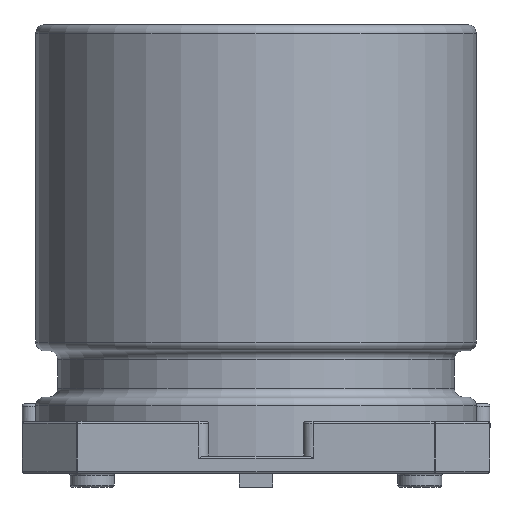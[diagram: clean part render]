
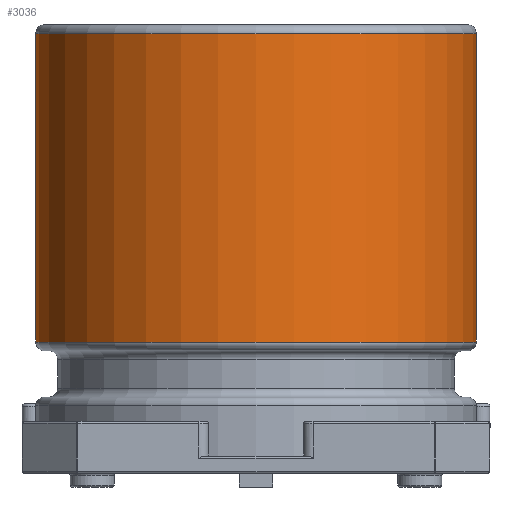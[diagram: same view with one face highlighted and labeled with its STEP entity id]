
A CAD part, left-side view. The second image highlights one B-rep face of the part: STEP entity #3036.
In plain terms, the highlighted cylindrical face has radius 8 mm (diameter 16 mm), a full revolution.
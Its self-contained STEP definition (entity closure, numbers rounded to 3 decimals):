
#301=CYLINDRICAL_SURFACE('',#3304,8.);
#421=FACE_OUTER_BOUND('',#568,.T.);
#568=EDGE_LOOP('',(#2775,#2776,#2777,#2778,#2779,#2780));
#732=LINE('',#5732,#884);
#884=VECTOR('',#3956,8.);
#1016=CIRCLE('',#3302,8.);
#1017=CIRCLE('',#3303,8.);
#1018=CIRCLE('',#3305,8.);
#1019=CIRCLE('',#3306,8.);
#1397=VERTEX_POINT('',#5725);
#1398=VERTEX_POINT('',#5727);
#1399=VERTEX_POINT('',#5731);
#1400=VERTEX_POINT('',#5733);
#1866=EDGE_CURVE('',#1397,#1398,#1016,.T.);
#1867=EDGE_CURVE('',#1398,#1397,#1017,.T.);
#1868=EDGE_CURVE('',#1398,#1399,#732,.T.);
#1869=EDGE_CURVE('',#1400,#1399,#1018,.T.);
#1870=EDGE_CURVE('',#1399,#1400,#1019,.T.);
#2775=ORIENTED_EDGE('',*,*,#1867,.F.);
#2776=ORIENTED_EDGE('',*,*,#1868,.T.);
#2777=ORIENTED_EDGE('',*,*,#1869,.F.);
#2778=ORIENTED_EDGE('',*,*,#1870,.F.);
#2779=ORIENTED_EDGE('',*,*,#1868,.F.);
#2780=ORIENTED_EDGE('',*,*,#1866,.F.);
#3036=ADVANCED_FACE('',(#421),#301,.T.);
#3302=AXIS2_PLACEMENT_3D('',#5728,#3950,#3951);
#3303=AXIS2_PLACEMENT_3D('',#5729,#3952,#3953);
#3304=AXIS2_PLACEMENT_3D('',#5730,#3954,#3955);
#3305=AXIS2_PLACEMENT_3D('',#5734,#3957,#3958);
#3306=AXIS2_PLACEMENT_3D('',#5735,#3959,#3960);
#3950=DIRECTION('center_axis',(0.,0.,1.));
#3951=DIRECTION('ref_axis',(0.,1.,0.));
#3952=DIRECTION('center_axis',(0.,0.,1.));
#3953=DIRECTION('ref_axis',(0.,1.,0.));
#3954=DIRECTION('center_axis',(0.,0.,1.));
#3955=DIRECTION('ref_axis',(0.,1.,0.));
#3956=DIRECTION('',(0.,0.,-1.));
#3957=DIRECTION('center_axis',(0.,0.,-1.));
#3958=DIRECTION('ref_axis',(0.,-1.,0.));
#3959=DIRECTION('center_axis',(0.,0.,-1.));
#3960=DIRECTION('ref_axis',(0.,-1.,0.));
#5725=CARTESIAN_POINT('',(0.,8.,16.48));
#5727=CARTESIAN_POINT('',(0.,-8.,16.48));
#5728=CARTESIAN_POINT('Origin',(0.,0.,16.48));
#5729=CARTESIAN_POINT('Origin',(0.,0.,16.48));
#5730=CARTESIAN_POINT('Origin',(0.,0.,1.134));
#5731=CARTESIAN_POINT('',(0.,-8.,5.276));
#5732=CARTESIAN_POINT('',(0.,-8.,1.134));
#5733=CARTESIAN_POINT('',(0.,8.,5.276));
#5734=CARTESIAN_POINT('Origin',(0.,0.,5.276));
#5735=CARTESIAN_POINT('Origin',(0.,0.,5.276));
